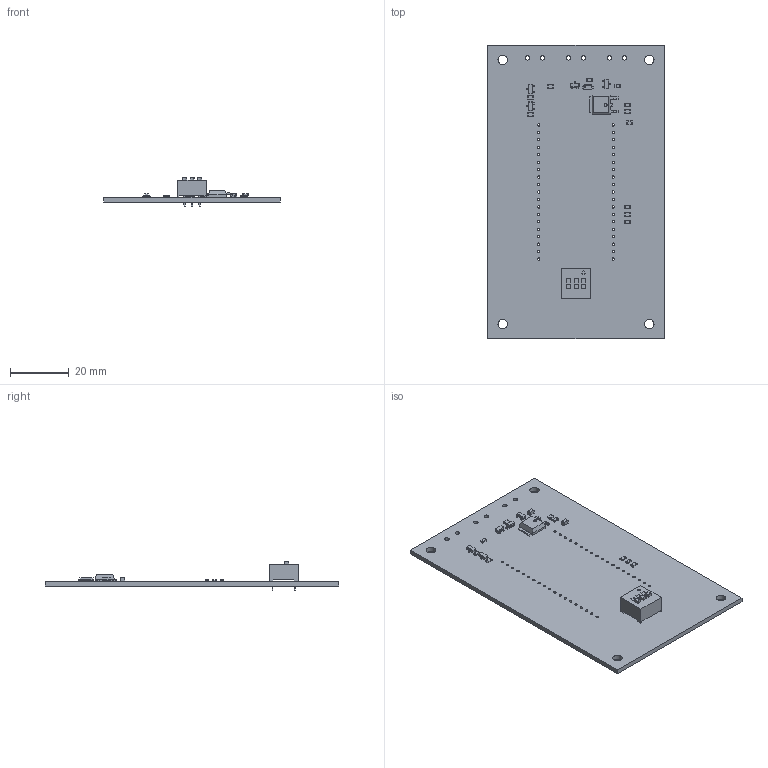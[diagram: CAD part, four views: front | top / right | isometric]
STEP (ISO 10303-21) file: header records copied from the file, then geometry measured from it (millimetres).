
FILE_DESCRIPTION(('KiCad electronic assembly'),'2;1');
FILE_NAME('Buzzer.step','2022-03-07T11:43:49',('An Author'),('A Company' ),'Open CASCADE STEP processor 6.9','KiCad to STEP converter', 'Unknown');
FILE_SCHEMA(('AUTOMOTIVE_DESIGN { 1 0 10303 214 1 1 1 1 }'));
Length unit declared in the file: millimetre
Products named in the file (14): Open CASCADE STEP translator 6.9 1; SW_DIP_SPSTx03_Slide_9.78x9.8mm_W7.62mm_P2.54mm; SOLID; R_0805_2012Metric; TO-252-2; SOT-23; D_SOD-123; C_0805_2012Metric; COMPOUND
Assembly tree (25 placements, depth 3):
  Open CASCADE STEP translator 6.9 1
    SW_DIP_SPSTx03_Slide_9.78x9.8mm_W7.62mm_P2.54mm
      SOLID
    R_0805_2012Metric  x9
      SOLID
    TO-252-2
      SOLID
    SOT-23  x4
      SOLID
    D_SOD-123
      SOLID
    C_0805_2012Metric  x2
      SOLID
    COMPOUND
Bounding box: 60 x 100 x 9.95 mm (x, y, z)
Volume: 10147.4 mm3; surface area: 13492.7 mm2
Topology: 19 solids, 19 shells, 907 faces, 2303 edges, 1453 vertices
Faces by surface type: plane 548, cylinder 225, bspline 134
Full cylindrical faces by diameter (mm): 0.8 x44, 1 x1, 1.52 x6, 3.2 x4
Entity records: 31875 total; most frequent: CARTESIAN_POINT 6007, DIRECTION 4174, LINE 2814, VECTOR 2814, ORIENTED_EDGE 2294, PCURVE 2294, DEFINITIONAL_REPRESENTATION 2294, EDGE_CURVE 1147
